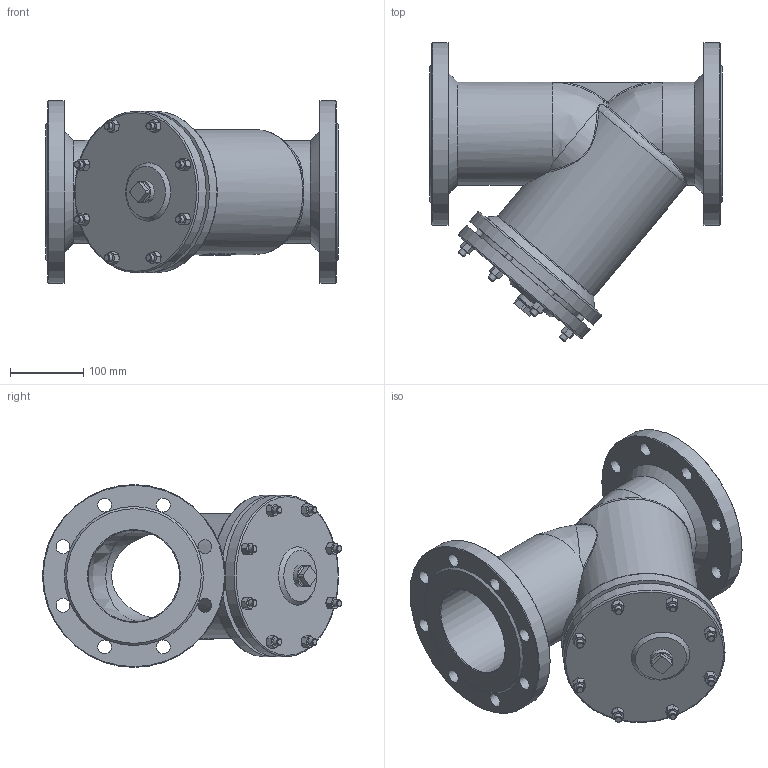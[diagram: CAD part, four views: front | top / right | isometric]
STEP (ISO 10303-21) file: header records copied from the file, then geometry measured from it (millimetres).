
FILE_DESCRIPTION(/* description */ (''),/* implementation_level */ '2;1');
FILE_NAME(/* name */ 'DN125_3D_STEP.stp',/* time_stamp */ '2025-12-18T21:09:24+03:00',/* author */ ('igorr'),/* organization */ (''),/* preprocessor_version */ 'ST-DEVELOPER v20',/* originating_system */ 'Autodesk Inventor 2025',/* authorisation */ '');
FILE_SCHEMA (('AUTOMOTIVE_DESIGN { 1 0 10303 214 3 1 1 }'));
Length unit declared in the file: millimetre
Products named in the file (3): Сборка; Деталь1; ANSI B18.2.4.2M - M10x1,5
Assembly tree (9 placements, depth 2):
  Сборка
    Деталь1
    ANSI B18.2.4.2M - M10x1,5  x8
Bounding box: 400 x 408.77 x 250 mm (x, y, z)
Volume: 7502120.3 mm3; surface area: 699759.9 mm2
Topology: 9 solids, 9 shells, 416 faces, 974 edges, 594 vertices
Faces by surface type: plane 134, cone 130, cylinder 84, bspline 48, torus 16, sphere 4
Full cylindrical faces by diameter (mm): 8.376 x8, 10 x16, 19 x16, 30 x1, 125 x3, 141 x2, 171 x2, 221 x2, 250 x2
Entity records: 9430 total; most frequent: CARTESIAN_POINT 3060, DIRECTION 1255, ORIENTED_EDGE 1236, EDGE_CURVE 618, AXIS2_PLACEMENT_3D 541, VERTEX_POINT 391, EDGE_LOOP 331, FACE_OUTER_BOUND 255
